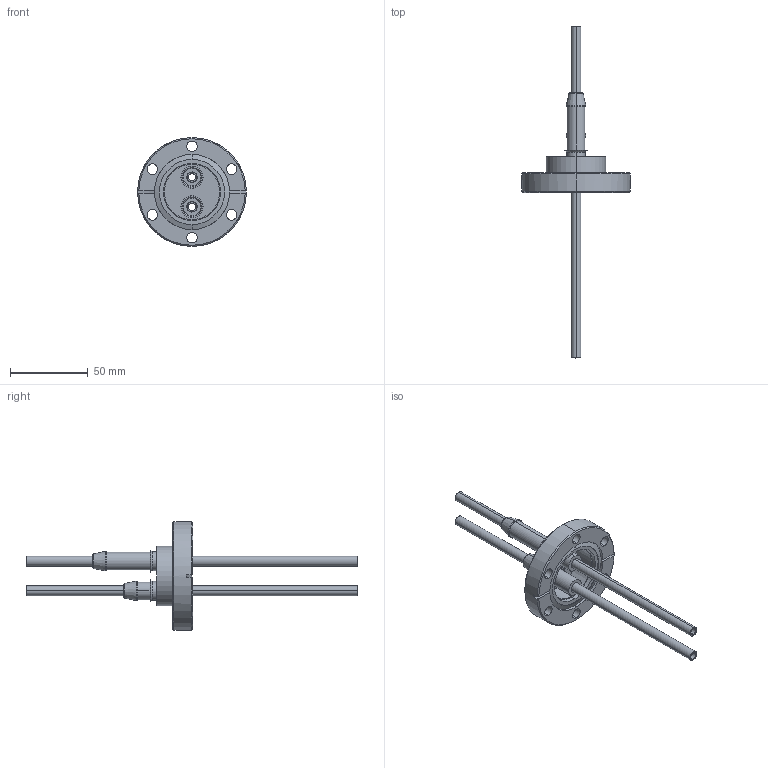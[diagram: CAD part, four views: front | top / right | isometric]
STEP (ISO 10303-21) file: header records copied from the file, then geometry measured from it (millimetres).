
FILE_DESCRIPTION (( 'STEP AP203' ), '1' );
FILE_NAME ('A0559-1-CF.STEP', '2013-06-18T11:34:24', ( '' ), ( '' ), 'SwSTEP 2.0', 'SolidWorks 2012', '' );
FILE_SCHEMA (( 'CONFIG_CONTROL_DESIGN' ));
Length unit declared in the file: inch
Products named in the file (1): A0559-1-CF
Bounding box: 69.85 x 213.11 x 69.85 mm (x, y, z)
Volume: 48676.5 mm3; surface area: 36665.4 mm2
Topology: 1 solids, 2 shells, 162 faces, 370 edges, 231 vertices
Faces by surface type: cylinder 74, cone 47, plane 29, bspline 12
Entity records: 5300 total; most frequent: CARTESIAN_POINT 1408, DIRECTION 881, ORIENTED_EDGE 740, AXIS2_PLACEMENT_3D 376, EDGE_CURVE 370, VERTEX_POINT 231, CIRCLE 225, EDGE_LOOP 199
